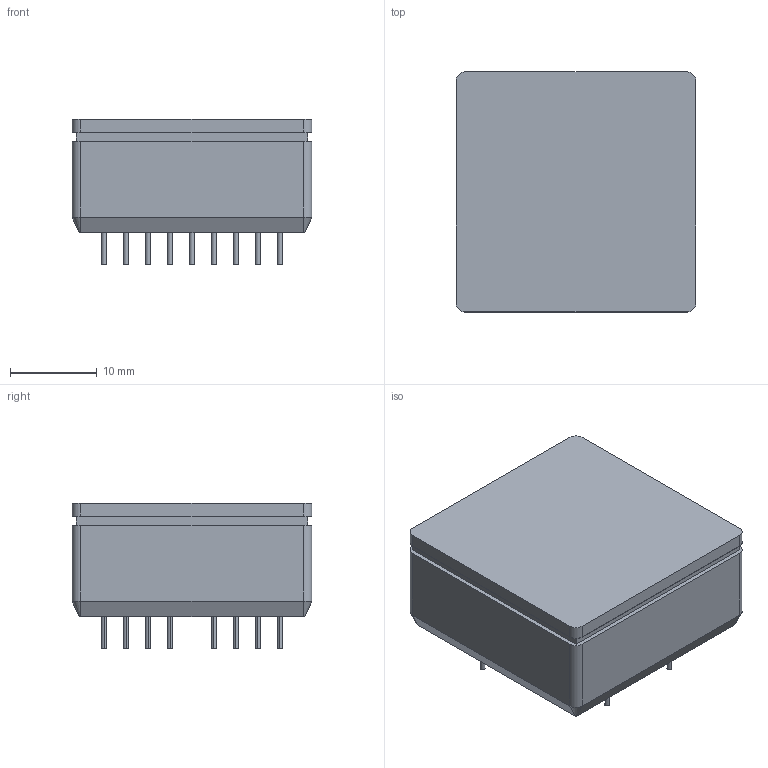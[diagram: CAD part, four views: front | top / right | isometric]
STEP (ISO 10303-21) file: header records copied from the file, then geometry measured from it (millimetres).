
FILE_DESCRIPTION (( 'STEP AP214' ), '1' );
FILE_NAME ('SL10.4x4.STEP', '2013-01-31T17:10:08', ( '' ), ( '' ), 'SwSTEP 2.0', 'SolidWorks 2012', '' );
FILE_SCHEMA (( 'AUTOMOTIVE_DESIGN' ));
Length unit declared in the file: millimetre
Products named in the file (1): SL10.4x4
Bounding box: 27.7 x 27.7 x 16.8 mm (x, y, z)
Volume: 9427.1 mm3; surface area: 6381.1 mm2
Topology: 3 solids, 3 shells, 121 faces, 264 edges, 176 vertices
Faces by surface type: cylinder 60, plane 57, cone 4
Entity records: 3869 total; most frequent: DIRECTION 636, CARTESIAN_POINT 562, ORIENTED_EDGE 528, EDGE_CURVE 264, AXIS2_PLACEMENT_3D 250, VERTEX_POINT 176, EDGE_LOOP 148, VECTOR 136
